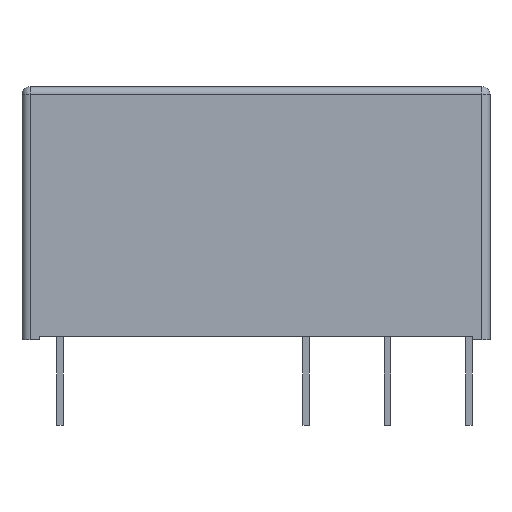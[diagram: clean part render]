
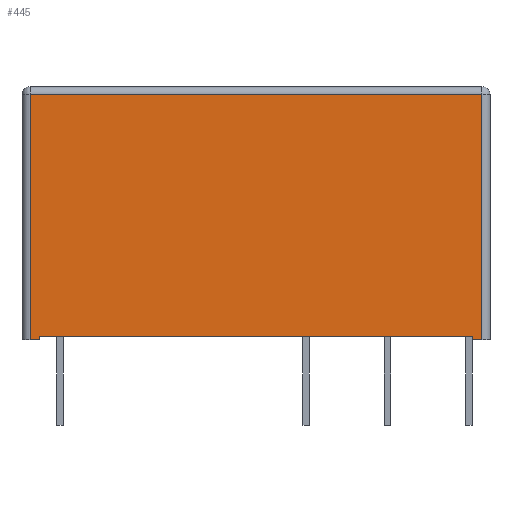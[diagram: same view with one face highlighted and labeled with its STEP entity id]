
A CAD part, front view. The second image highlights one B-rep face of the part: STEP entity #445.
In plain terms, the highlighted planar face has unit normal (0, -1, 0).
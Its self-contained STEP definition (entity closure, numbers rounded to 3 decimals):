
#13=DIRECTION('',(0.,0.,1.));
#126=VERTEX_POINT('',#127);
#127=CARTESIAN_POINT('',(-1.289,-2.6,0.2));
#168=VERTEX_POINT('',#169);
#169=CARTESIAN_POINT('',(25.589,-2.6,0.2));
#173=ORIENTED_EDGE('',*,*,#174,.F.);
#174=EDGE_CURVE('',#126,#168,#175,.T.);
#175=LINE('',#127,#176);
#176=VECTOR('',#177,1.);
#177=DIRECTION('',(1.,0.,0.));
#399=VECTOR('',#13,1.);
#401=ORIENTED_EDGE('',*,*,#402,.F.);
#402=EDGE_CURVE('',#403,#126,#405,.T.);
#403=VERTEX_POINT('',#404);
#404=CARTESIAN_POINT('',(-1.289,-2.6,0.));
#405=LINE('',#404,#399);
#445=ADVANCED_FACE('',(#446),#477,.F.);
#446=FACE_BOUND('',#447,.F.);
#447=EDGE_LOOP('',(#448,#454,#459,#465,#470,#474,#173,#401));
#448=ORIENTED_EDGE('',*,*,#449,.F.);
#449=EDGE_CURVE('',#450,#403,#452,.T.);
#450=VERTEX_POINT('',#451);
#451=CARTESIAN_POINT('',(-1.85,-2.6,0.));
#452=LINE('',#453,#176);
#453=CARTESIAN_POINT('',(-2.35,-2.6,0.));
#454=ORIENTED_EDGE('',*,*,#455,.T.);
#455=EDGE_CURVE('',#450,#456,#458,.T.);
#456=VERTEX_POINT('',#457);
#457=CARTESIAN_POINT('',(-1.85,-2.6,15.2));
#458=LINE('',#451,#399);
#459=ORIENTED_EDGE('',*,*,#460,.T.);
#460=EDGE_CURVE('',#456,#461,#463,.T.);
#461=VERTEX_POINT('',#462);
#462=CARTESIAN_POINT('',(26.15,-2.6,15.2));
#463=LINE('',#464,#176);
#464=CARTESIAN_POINT('',(-2.35,-2.6,15.2));
#465=ORIENTED_EDGE('',*,*,#466,.F.);
#466=EDGE_CURVE('',#467,#461,#469,.T.);
#467=VERTEX_POINT('',#468);
#468=CARTESIAN_POINT('',(26.15,-2.6,0.));
#469=LINE('',#468,#399);
#470=ORIENTED_EDGE('',*,*,#471,.F.);
#471=EDGE_CURVE('',#472,#467,#452,.T.);
#472=VERTEX_POINT('',#473);
#473=CARTESIAN_POINT('',(25.589,-2.6,0.));
#474=ORIENTED_EDGE('',*,*,#475,.T.);
#475=EDGE_CURVE('',#472,#168,#476,.T.);
#476=LINE('',#473,#399);
#477=PLANE('',#478);
#478=AXIS2_PLACEMENT_3D('',#453,#479,#177);
#479=DIRECTION('',(0.,1.,0.));
